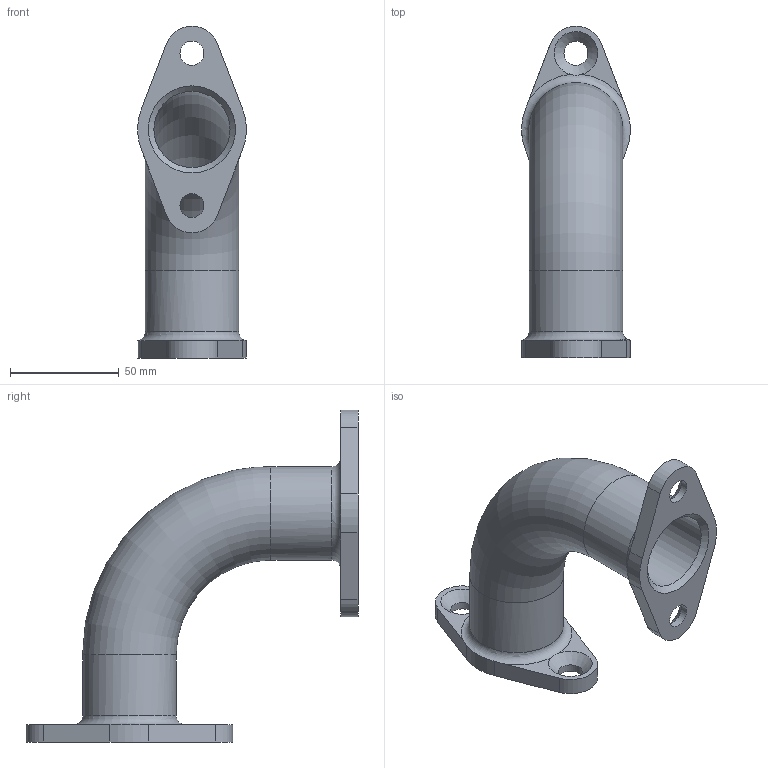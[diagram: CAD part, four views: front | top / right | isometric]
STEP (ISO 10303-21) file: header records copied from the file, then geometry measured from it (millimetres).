
FILE_DESCRIPTION(('Open CASCADE Model'),'2;1');
FILE_NAME('Open CASCADE Shape Model','2021-01-08T16:33:59',('Author'),( 'Open CASCADE'),'Open CASCADE STEP processor 7.5','Open CASCADE 7.5' ,'Unknown');
FILE_SCHEMA(('AUTOMOTIVE_DESIGN { 1 0 10303 214 1 1 1 1 }'));
Length unit declared in the file: millimetre
Products named in the file (1): Open CASCADE STEP translator 7.5 1
Bounding box: 49.91 x 152.5 x 152.5 mm (x, y, z)
Volume: 113996.7 mm3; surface area: 53748.8 mm2
Topology: 1 solids, 1 shells, 40 faces, 118 edges, 76 vertices
Faces by surface type: cylinder 16, plane 14, cone 6, torus 4
Full cylindrical faces by diameter (mm): 11 x4, 35 x2, 43 x2
Entity records: 3672 total; most frequent: CARTESIAN_POINT 1375, DIRECTION 424, ORIENTED_EDGE 236, PCURVE 236, DEFINITIONAL_REPRESENTATION 236, LINE 206, VECTOR 206, EDGE_CURVE 118
